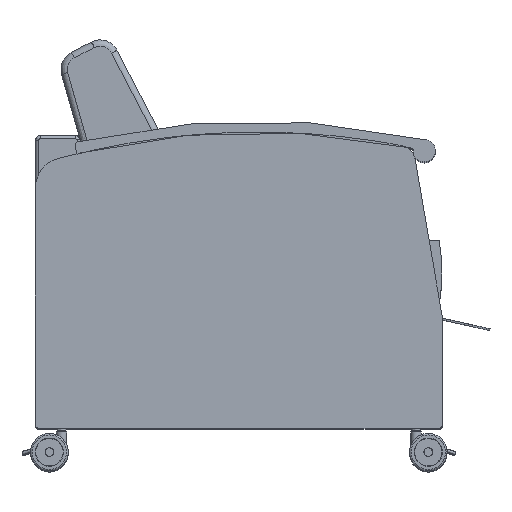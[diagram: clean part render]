
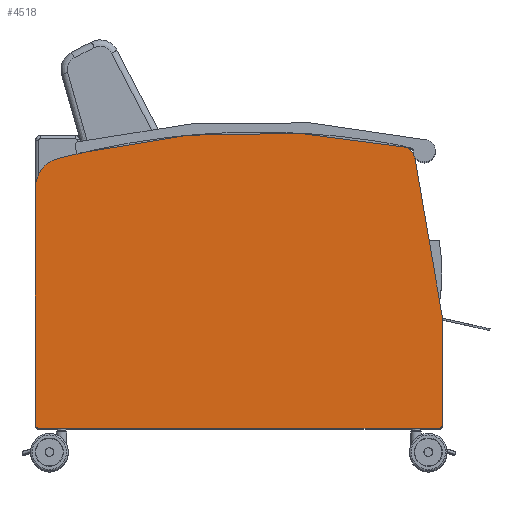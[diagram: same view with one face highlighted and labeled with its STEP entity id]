
A CAD part, top view. The second image highlights one B-rep face of the part: STEP entity #4518.
In plain terms, the highlighted planar face has unit normal (0, 0, 1).
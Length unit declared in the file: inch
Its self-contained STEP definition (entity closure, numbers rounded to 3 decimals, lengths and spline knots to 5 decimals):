
#395=PLANE('',#4981);
#508=FACE_OUTER_BOUND('',#813,.T.);
#813=EDGE_LOOP('',(#3169,#3170,#3171,#3172,#3173,#3174,#3175,#3176,#3177,
#3178,#3179,#3180,#3181,#3182,#3183,#3184));
#1178=LINE('',#7011,#1468);
#1186=LINE('',#7046,#1476);
#1190=LINE('',#7058,#1480);
#1193=LINE('',#7066,#1483);
#1196=LINE('',#7074,#1486);
#1200=LINE('',#7086,#1490);
#1203=LINE('',#7093,#1493);
#1468=VECTOR('',#5547,0.3937);
#1476=VECTOR('',#5579,0.3937);
#1480=VECTOR('',#5593,0.3937);
#1483=VECTOR('',#5602,0.3937);
#1486=VECTOR('',#5611,0.3937);
#1490=VECTOR('',#5625,0.3937);
#1493=VECTOR('',#5634,0.3937);
#1754=CIRCLE('',#4947,0.25);
#1764=CIRCLE('',#4960,0.25);
#1765=CIRCLE('',#4963,2.375);
#1766=CIRCLE('',#4965,60.375);
#1767=CIRCLE('',#4968,60.375);
#1768=CIRCLE('',#4971,60.375);
#1769=CIRCLE('',#4974,60.375);
#1770=CIRCLE('',#4976,1.375);
#1771=CIRCLE('',#4979,1.375);
#2017=VERTEX_POINT('',#6998);
#2018=VERTEX_POINT('',#6999);
#2022=VERTEX_POINT('',#7009);
#2036=VERTEX_POINT('',#7041);
#2037=VERTEX_POINT('',#7045);
#2038=VERTEX_POINT('',#7049);
#2039=VERTEX_POINT('',#7053);
#2040=VERTEX_POINT('',#7057);
#2041=VERTEX_POINT('',#7061);
#2042=VERTEX_POINT('',#7065);
#2043=VERTEX_POINT('',#7069);
#2044=VERTEX_POINT('',#7073);
#2045=VERTEX_POINT('',#7077);
#2046=VERTEX_POINT('',#7081);
#2047=VERTEX_POINT('',#7085);
#2048=VERTEX_POINT('',#7089);
#2444=EDGE_CURVE('',#2017,#2018,#1754,.T.);
#2450=EDGE_CURVE('',#2017,#2022,#1178,.T.);
#2465=EDGE_CURVE('',#2036,#2022,#1764,.T.);
#2467=EDGE_CURVE('',#2037,#2018,#1186,.T.);
#2469=EDGE_CURVE('',#2038,#2037,#1765,.T.);
#2471=EDGE_CURVE('',#2039,#2038,#1766,.T.);
#2473=EDGE_CURVE('',#2040,#2039,#1190,.T.);
#2475=EDGE_CURVE('',#2041,#2040,#1767,.T.);
#2477=EDGE_CURVE('',#2042,#2041,#1193,.T.);
#2479=EDGE_CURVE('',#2043,#2042,#1768,.T.);
#2481=EDGE_CURVE('',#2044,#2043,#1196,.T.);
#2483=EDGE_CURVE('',#2045,#2044,#1769,.T.);
#2485=EDGE_CURVE('',#2046,#2045,#1770,.T.);
#2487=EDGE_CURVE('',#2047,#2046,#1200,.T.);
#2489=EDGE_CURVE('',#2048,#2047,#1771,.T.);
#2491=EDGE_CURVE('',#2036,#2048,#1203,.T.);
#3169=ORIENTED_EDGE('',*,*,#2444,.F.);
#3170=ORIENTED_EDGE('',*,*,#2450,.T.);
#3171=ORIENTED_EDGE('',*,*,#2465,.F.);
#3172=ORIENTED_EDGE('',*,*,#2491,.T.);
#3173=ORIENTED_EDGE('',*,*,#2489,.T.);
#3174=ORIENTED_EDGE('',*,*,#2487,.T.);
#3175=ORIENTED_EDGE('',*,*,#2485,.T.);
#3176=ORIENTED_EDGE('',*,*,#2483,.T.);
#3177=ORIENTED_EDGE('',*,*,#2481,.T.);
#3178=ORIENTED_EDGE('',*,*,#2479,.T.);
#3179=ORIENTED_EDGE('',*,*,#2477,.T.);
#3180=ORIENTED_EDGE('',*,*,#2475,.T.);
#3181=ORIENTED_EDGE('',*,*,#2473,.T.);
#3182=ORIENTED_EDGE('',*,*,#2471,.T.);
#3183=ORIENTED_EDGE('',*,*,#2469,.T.);
#3184=ORIENTED_EDGE('',*,*,#2467,.T.);
#4518=ADVANCED_FACE('',(#508),#395,.T.);
#4947=AXIS2_PLACEMENT_3D('',#7000,#5537,#5538);
#4960=AXIS2_PLACEMENT_3D('',#7042,#5574,#5575);
#4963=AXIS2_PLACEMENT_3D('',#7050,#5583,#5584);
#4965=AXIS2_PLACEMENT_3D('',#7054,#5588,#5589);
#4968=AXIS2_PLACEMENT_3D('',#7062,#5597,#5598);
#4971=AXIS2_PLACEMENT_3D('',#7070,#5606,#5607);
#4974=AXIS2_PLACEMENT_3D('',#7078,#5615,#5616);
#4976=AXIS2_PLACEMENT_3D('',#7082,#5620,#5621);
#4979=AXIS2_PLACEMENT_3D('',#7090,#5629,#5630);
#4981=AXIS2_PLACEMENT_3D('',#7094,#5635,#5636);
#5537=DIRECTION('center_axis',(0.,0.,-1.));
#5538=DIRECTION('ref_axis',(-0.707,-0.707,0.));
#5547=DIRECTION('',(1.,0.,0.));
#5574=DIRECTION('center_axis',(0.,0.,-1.));
#5575=DIRECTION('ref_axis',(0.707,-0.707,0.));
#5579=DIRECTION('',(0.,-1.,0.));
#5583=DIRECTION('center_axis',(0.,0.,1.));
#5584=DIRECTION('ref_axis',(-0.261,0.965,0.));
#5588=DIRECTION('center_axis',(0.,0.,1.));
#5589=DIRECTION('ref_axis',(-0.121,0.993,0.));
#5593=DIRECTION('',(-0.994,-0.11,0.));
#5597=DIRECTION('center_axis',(0.,0.,1.));
#5598=DIRECTION('ref_axis',(0.,1.,0.));
#5602=DIRECTION('',(-1.,0.011,0.));
#5606=DIRECTION('center_axis',(0.,0.,1.));
#5607=DIRECTION('ref_axis',(0.149,0.989,0.));
#5611=DIRECTION('',(-0.987,0.159,0.));
#5615=DIRECTION('center_axis',(0.,0.,1.));
#5616=DIRECTION('ref_axis',(0.186,0.983,0.));
#5620=DIRECTION('center_axis',(0.,0.,1.));
#5621=DIRECTION('ref_axis',(0.985,0.17,0.));
#5625=DIRECTION('',(-0.17,0.985,0.));
#5629=DIRECTION('center_axis',(0.,0.,1.));
#5630=DIRECTION('ref_axis',(1.,0.,0.));
#5634=DIRECTION('',(0.,1.,0.));
#5635=DIRECTION('center_axis',(0.,0.,1.));
#5636=DIRECTION('ref_axis',(1.,0.,0.));
#6998=CARTESIAN_POINT('',(-31.34647,0.,2.5));
#6999=CARTESIAN_POINT('',(-31.59647,0.25,2.5));
#7000=CARTESIAN_POINT('Origin',(-31.34647,0.25,2.5));
#7009=CARTESIAN_POINT('',(0.125,0.,2.5));
#7011=CARTESIAN_POINT('',(-31.59647,0.,2.5));
#7041=CARTESIAN_POINT('',(0.375,0.25,2.5));
#7042=CARTESIAN_POINT('Origin',(0.125,0.25,2.5));
#7045=CARTESIAN_POINT('',(-31.59647,18.89375,2.5));
#7046=CARTESIAN_POINT('',(-31.59647,18.89375,2.5));
#7049=CARTESIAN_POINT('',(-29.84167,21.18634,2.5));
#7050=CARTESIAN_POINT('Origin',(-29.22147,18.89375,2.5));
#7053=CARTESIAN_POINT('',(-21.40515,22.83468,2.5));
#7054=CARTESIAN_POINT('Origin',(-14.07552,-37.09375,2.5));
#7057=CARTESIAN_POINT('',(-19.97207,22.99261,2.5));
#7058=CARTESIAN_POINT('',(-19.97207,22.99261,2.5));
#7061=CARTESIAN_POINT('',(-14.08338,23.28125,2.5));
#7062=CARTESIAN_POINT('Origin',(-14.07552,-37.09375,2.5));
#7065=CARTESIAN_POINT('',(-12.79278,23.26762,2.5));
#7066=CARTESIAN_POINT('',(-12.79278,23.26762,2.5));
#7069=CARTESIAN_POINT('',(-5.08454,22.60803,2.5));
#7070=CARTESIAN_POINT('Origin',(-14.07552,-37.09375,2.5));
#7073=CARTESIAN_POINT('',(-3.90215,22.41795,2.5));
#7074=CARTESIAN_POINT('',(-3.90215,22.41795,2.5));
#7077=CARTESIAN_POINT('',(-2.85475,22.22939,2.5));
#7078=CARTESIAN_POINT('Origin',(-14.07552,-37.09375,2.5));
#7081=CARTESIAN_POINT('',(-1.75537,21.11244,2.5));
#7082=CARTESIAN_POINT('Origin',(-3.1103,20.87834,2.5));
#7085=CARTESIAN_POINT('',(0.35493,8.89835,2.5));
#7086=CARTESIAN_POINT('',(0.35493,8.89835,2.5));
#7089=CARTESIAN_POINT('',(0.375,8.66425,2.5));
#7090=CARTESIAN_POINT('Origin',(-1.,8.66425,2.5));
#7093=CARTESIAN_POINT('',(0.375,0.,2.5));
#7094=CARTESIAN_POINT('Origin',(-15.69864,9.93573,2.5));
